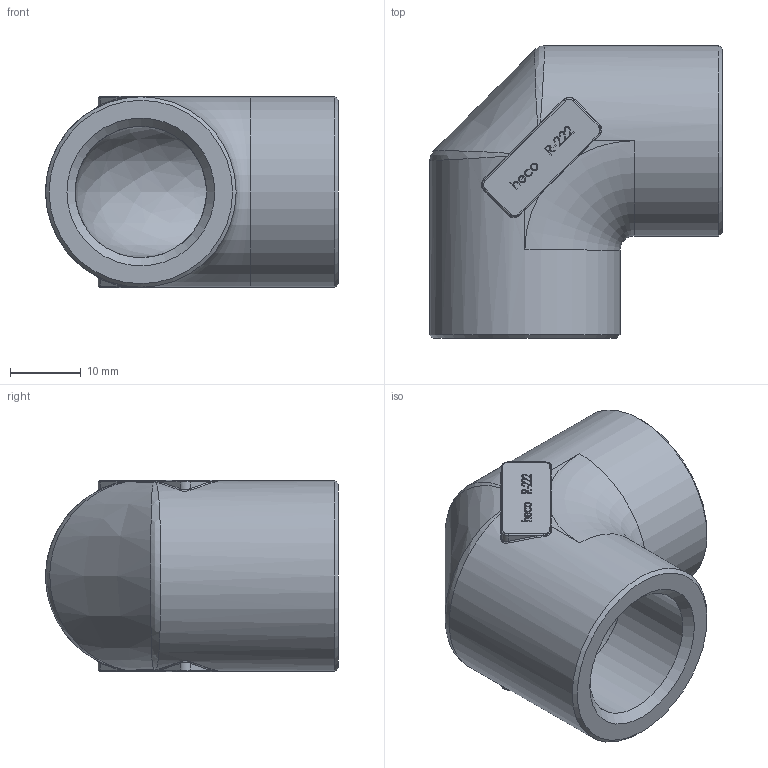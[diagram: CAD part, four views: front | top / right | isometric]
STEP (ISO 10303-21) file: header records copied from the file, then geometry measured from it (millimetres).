
FILE_DESCRIPTION (( 'STEP AP214' ), '1' );
FILE_NAME ('WI-012-100-G R-222 Winkel 2011.STEP', '2020-11-20T11:56:28', ( '' ), ( '' ), 'SwSTEP 2.0', 'SolidWorks 2019', '' );
FILE_SCHEMA (( 'AUTOMOTIVE_DESIGN' ));
Length unit declared in the file: millimetre
Products named in the file (1): WI-012-100-G R-222 Winkel 2011
Bounding box: 41.5 x 41.5 x 27.17 mm (x, y, z)
Volume: 16028.6 mm3; surface area: 7887.7 mm2
Topology: 1 solids, 1 shells, 343 faces, 871 edges, 555 vertices
Faces by surface type: bspline 174, plane 138, cylinder 18, torus 9, cone 4
Full cylindrical faces by diameter (mm): 18.611 x2, 18.631 x2, 27 x2
Entity records: 20380 total; most frequent: CARTESIAN_POINT 10979, ORIENTED_EDGE 1702, DIRECTION 963, EDGE_CURVE 851, VERTEX_POINT 552, LINE 413, VECTOR 413, EDGE_LOOP 383
